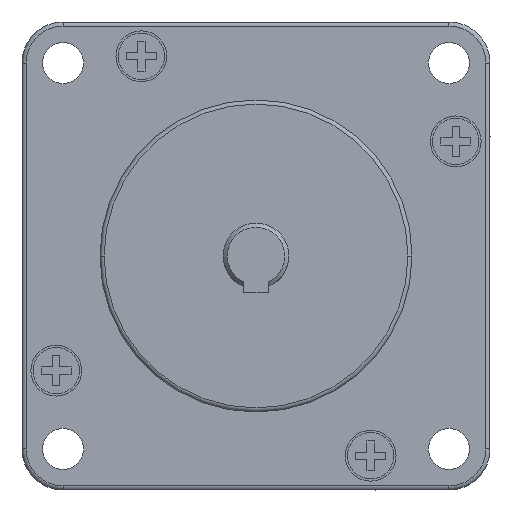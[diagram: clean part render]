
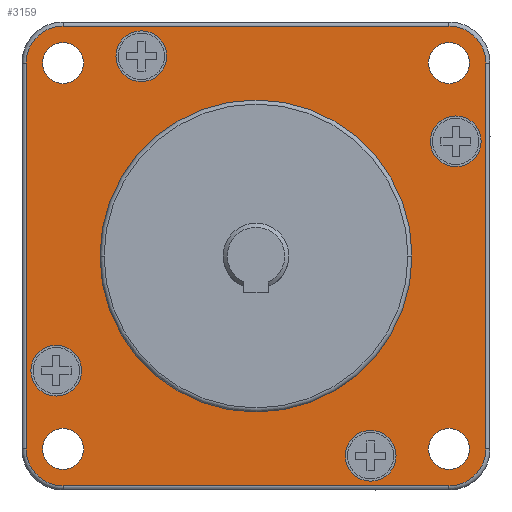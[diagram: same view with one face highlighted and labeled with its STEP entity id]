
A CAD part, left-side view. The second image highlights one B-rep face of the part: STEP entity #3159.
In plain terms, the highlighted planar face has unit normal (-1, 0, 0).
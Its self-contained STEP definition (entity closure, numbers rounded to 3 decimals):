
#117=CARTESIAN_POINT('',(0.,-23.5,-23.5));
#118=DIRECTION('',(-1.,0.,0.));
#119=DIRECTION('',(0.,-1.,0.));
#120=AXIS2_PLACEMENT_3D('',#117,#118,#119);
#122=CARTESIAN_POINT('',(0.,-23.5,-23.5));
#123=DIRECTION('',(-1.,0.,0.));
#124=DIRECTION('',(0.,1.,0.));
#125=AXIS2_PLACEMENT_3D('',#122,#123,#124);
#127=CARTESIAN_POINT('',(0.,23.5,-23.5));
#128=DIRECTION('',(-1.,0.,0.));
#129=DIRECTION('',(0.,-1.,0.));
#130=AXIS2_PLACEMENT_3D('',#127,#128,#129);
#132=CARTESIAN_POINT('',(0.,23.5,-23.5));
#133=DIRECTION('',(-1.,0.,0.));
#134=DIRECTION('',(0.,1.,0.));
#135=AXIS2_PLACEMENT_3D('',#132,#133,#134);
#137=CARTESIAN_POINT('',(0.,23.5,23.5));
#138=DIRECTION('',(-1.,0.,0.));
#139=DIRECTION('',(0.,-1.,0.));
#140=AXIS2_PLACEMENT_3D('',#137,#138,#139);
#142=CARTESIAN_POINT('',(0.,23.5,23.5));
#143=DIRECTION('',(-1.,0.,0.));
#144=DIRECTION('',(0.,1.,0.));
#145=AXIS2_PLACEMENT_3D('',#142,#143,#144);
#147=CARTESIAN_POINT('',(0.,-23.5,23.5));
#148=DIRECTION('',(-1.,0.,0.));
#149=DIRECTION('',(0.,-1.,0.));
#150=AXIS2_PLACEMENT_3D('',#147,#148,#149);
#152=CARTESIAN_POINT('',(0.,-23.5,23.5));
#153=DIRECTION('',(-1.,0.,0.));
#154=DIRECTION('',(0.,1.,0.));
#155=AXIS2_PLACEMENT_3D('',#152,#153,#154);
#157=CARTESIAN_POINT('',(0.,0.,0.));
#158=DIRECTION('',(-1.,0.,0.));
#159=DIRECTION('',(0.,1.,0.));
#160=AXIS2_PLACEMENT_3D('',#157,#158,#159);
#162=CARTESIAN_POINT('',(0.,0.,0.));
#163=DIRECTION('',(-1.,0.,0.));
#164=DIRECTION('',(0.,-1.,0.));
#165=AXIS2_PLACEMENT_3D('',#162,#163,#164);
#167=CARTESIAN_POINT('',(0.,-23.5,-23.5));
#168=DIRECTION('',(-1.,0.,0.));
#169=DIRECTION('',(0.,0.,-1.));
#170=AXIS2_PLACEMENT_3D('',#167,#168,#169);
#172=DIRECTION('',(0.,-1.,0.));
#173=VECTOR('',#172,47.);
#174=CARTESIAN_POINT('',(0.,23.5,-28.));
#175=LINE('',#174,#173);
#176=CARTESIAN_POINT('',(0.,23.5,-23.5));
#177=DIRECTION('',(-1.,0.,0.));
#178=DIRECTION('',(0.,1.,0.));
#179=AXIS2_PLACEMENT_3D('',#176,#177,#178);
#181=DIRECTION('',(0.,0.,-1.));
#182=VECTOR('',#181,47.);
#183=CARTESIAN_POINT('',(0.,28.,23.5));
#184=LINE('',#183,#182);
#185=CARTESIAN_POINT('',(0.,23.5,23.5));
#186=DIRECTION('',(-1.,0.,0.));
#187=DIRECTION('',(0.,0.,1.));
#188=AXIS2_PLACEMENT_3D('',#185,#186,#187);
#190=DIRECTION('',(0.,1.,0.));
#191=VECTOR('',#190,47.);
#192=CARTESIAN_POINT('',(0.,-23.5,28.));
#193=LINE('',#192,#191);
#194=CARTESIAN_POINT('',(0.,-23.5,23.5));
#195=DIRECTION('',(-1.,0.,0.));
#196=DIRECTION('',(0.,-1.,0.));
#197=AXIS2_PLACEMENT_3D('',#194,#195,#196);
#199=DIRECTION('',(0.,0.,1.));
#200=VECTOR('',#199,47.);
#201=CARTESIAN_POINT('',(0.,-28.,-23.5));
#202=LINE('',#201,#200);
#203=CARTESIAN_POINT('',(0.,-13.966,-24.33));
#204=DIRECTION('',(-1.,0.,0.));
#205=DIRECTION('',(0.,1.,0.));
#206=AXIS2_PLACEMENT_3D('',#203,#204,#205);
#208=CARTESIAN_POINT('',(0.,-13.966,-24.33));
#209=DIRECTION('',(-1.,0.,0.));
#210=DIRECTION('',(0.,-1.,0.));
#211=AXIS2_PLACEMENT_3D('',#208,#209,#210);
#271=CARTESIAN_POINT('',(0.,-24.33,13.966));
#272=DIRECTION('',(-1.,0.,0.));
#273=DIRECTION('',(0.,0.,-1.));
#274=AXIS2_PLACEMENT_3D('',#271,#272,#273);
#276=CARTESIAN_POINT('',(0.,-24.33,13.966));
#277=DIRECTION('',(-1.,0.,0.));
#278=DIRECTION('',(0.,0.,1.));
#279=AXIS2_PLACEMENT_3D('',#276,#277,#278);
#339=CARTESIAN_POINT('',(0.,13.966,24.33));
#340=DIRECTION('',(-1.,0.,0.));
#341=DIRECTION('',(0.,-1.,0.));
#342=AXIS2_PLACEMENT_3D('',#339,#340,#341);
#344=CARTESIAN_POINT('',(0.,13.966,24.33));
#345=DIRECTION('',(-1.,0.,0.));
#346=DIRECTION('',(0.,1.,0.));
#347=AXIS2_PLACEMENT_3D('',#344,#345,#346);
#407=CARTESIAN_POINT('',(0.,24.33,-13.966));
#408=DIRECTION('',(-1.,0.,0.));
#409=DIRECTION('',(0.,0.,1.));
#410=AXIS2_PLACEMENT_3D('',#407,#408,#409);
#412=CARTESIAN_POINT('',(0.,24.33,-13.966));
#413=DIRECTION('',(-1.,0.,0.));
#414=DIRECTION('',(0.,0.,-1.));
#415=AXIS2_PLACEMENT_3D('',#412,#413,#414);
#2400=CARTESIAN_POINT('',(0.,-26.,-23.5));
#2401=CARTESIAN_POINT('',(0.,-21.,-23.5));
#2402=VERTEX_POINT('',#2400);
#2403=VERTEX_POINT('',#2401);
#2404=CARTESIAN_POINT('',(0.,21.,-23.5));
#2405=CARTESIAN_POINT('',(0.,26.,-23.5));
#2406=VERTEX_POINT('',#2404);
#2407=VERTEX_POINT('',#2405);
#2408=CARTESIAN_POINT('',(0.,21.,23.5));
#2409=CARTESIAN_POINT('',(0.,26.,23.5));
#2410=VERTEX_POINT('',#2408);
#2411=VERTEX_POINT('',#2409);
#2412=CARTESIAN_POINT('',(0.,-26.,23.5));
#2413=CARTESIAN_POINT('',(0.,-21.,23.5));
#2414=VERTEX_POINT('',#2412);
#2415=VERTEX_POINT('',#2413);
#2640=CARTESIAN_POINT('',(0.,19.,0.));
#2641=CARTESIAN_POINT('',(0.,-19.,0.));
#2642=VERTEX_POINT('',#2640);
#2643=VERTEX_POINT('',#2641);
#2656=CARTESIAN_POINT('',(0.,-23.5,-28.));
#2657=CARTESIAN_POINT('',(0.,-28.,-23.5));
#2658=VERTEX_POINT('',#2656);
#2659=VERTEX_POINT('',#2657);
#2664=CARTESIAN_POINT('',(0.,-28.,23.5));
#2665=VERTEX_POINT('',#2664);
#2668=CARTESIAN_POINT('',(0.,-23.5,28.));
#2669=VERTEX_POINT('',#2668);
#2672=CARTESIAN_POINT('',(0.,23.5,28.));
#2673=VERTEX_POINT('',#2672);
#2676=CARTESIAN_POINT('',(0.,28.,23.5));
#2677=VERTEX_POINT('',#2676);
#2680=CARTESIAN_POINT('',(0.,28.,-23.5));
#2681=VERTEX_POINT('',#2680);
#2684=CARTESIAN_POINT('',(0.,23.5,-28.));
#2685=VERTEX_POINT('',#2684);
#2740=CARTESIAN_POINT('',(0.,-10.874,-24.33));
#2741=CARTESIAN_POINT('',(0.,-17.059,-24.33));
#2742=VERTEX_POINT('',#2740);
#2743=VERTEX_POINT('',#2741);
#2804=CARTESIAN_POINT('',(0.,-24.33,10.874));
#2805=CARTESIAN_POINT('',(0.,-24.33,17.059));
#2806=VERTEX_POINT('',#2804);
#2807=VERTEX_POINT('',#2805);
#2868=CARTESIAN_POINT('',(0.,10.874,24.33));
#2869=CARTESIAN_POINT('',(0.,17.059,24.33));
#2870=VERTEX_POINT('',#2868);
#2871=VERTEX_POINT('',#2869);
#2932=CARTESIAN_POINT('',(0.,24.33,-10.874));
#2933=CARTESIAN_POINT('',(0.,24.33,-17.059));
#2934=VERTEX_POINT('',#2932);
#2935=VERTEX_POINT('',#2933);
#3083=CARTESIAN_POINT('',(0.,0.,0.));
#3084=DIRECTION('',(1.,0.,0.));
#3085=DIRECTION('',(0.,-1.,0.));
#3086=AXIS2_PLACEMENT_3D('',#3083,#3084,#3085);
#3087=PLANE('',#3086);
#3089=ORIENTED_EDGE('',*,*,#3088,.F.);
#3091=ORIENTED_EDGE('',*,*,#3090,.F.);
#3093=ORIENTED_EDGE('',*,*,#3092,.F.);
#3095=ORIENTED_EDGE('',*,*,#3094,.F.);
#3097=ORIENTED_EDGE('',*,*,#3096,.F.);
#3099=ORIENTED_EDGE('',*,*,#3098,.F.);
#3101=ORIENTED_EDGE('',*,*,#3100,.F.);
#3103=ORIENTED_EDGE('',*,*,#3102,.F.);
#3104=EDGE_LOOP('',(#3089,#3091,#3093,#3095,#3097,#3099,#3101,#3103));
#3105=FACE_OUTER_BOUND('',#3104,.F.);
#3107=ORIENTED_EDGE('',*,*,#3106,.T.);
#3109=ORIENTED_EDGE('',*,*,#3108,.T.);
#3110=EDGE_LOOP('',(#3107,#3109));
#3111=FACE_BOUND('',#3110,.F.);
#3112=ORIENTED_EDGE('',*,*,#3073,.T.);
#3114=ORIENTED_EDGE('',*,*,#3113,.T.);
#3115=EDGE_LOOP('',(#3112,#3114));
#3116=FACE_BOUND('',#3115,.F.);
#3118=ORIENTED_EDGE('',*,*,#3117,.T.);
#3120=ORIENTED_EDGE('',*,*,#3119,.T.);
#3121=EDGE_LOOP('',(#3118,#3120));
#3122=FACE_BOUND('',#3121,.F.);
#3124=ORIENTED_EDGE('',*,*,#3123,.T.);
#3126=ORIENTED_EDGE('',*,*,#3125,.T.);
#3127=EDGE_LOOP('',(#3124,#3126));
#3128=FACE_BOUND('',#3127,.F.);
#3130=ORIENTED_EDGE('',*,*,#3129,.T.);
#3132=ORIENTED_EDGE('',*,*,#3131,.T.);
#3133=EDGE_LOOP('',(#3130,#3132));
#3134=FACE_BOUND('',#3133,.F.);
#3136=ORIENTED_EDGE('',*,*,#3135,.T.);
#3138=ORIENTED_EDGE('',*,*,#3137,.T.);
#3139=EDGE_LOOP('',(#3136,#3138));
#3140=FACE_BOUND('',#3139,.F.);
#3142=ORIENTED_EDGE('',*,*,#3141,.T.);
#3144=ORIENTED_EDGE('',*,*,#3143,.T.);
#3145=EDGE_LOOP('',(#3142,#3144));
#3146=FACE_BOUND('',#3145,.F.);
#3148=ORIENTED_EDGE('',*,*,#3147,.T.);
#3150=ORIENTED_EDGE('',*,*,#3149,.T.);
#3151=EDGE_LOOP('',(#3148,#3150));
#3152=FACE_BOUND('',#3151,.F.);
#3154=ORIENTED_EDGE('',*,*,#3153,.T.);
#3156=ORIENTED_EDGE('',*,*,#3155,.T.);
#3157=EDGE_LOOP('',(#3154,#3156));
#3158=FACE_BOUND('',#3157,.F.);
#121=CIRCLE('',#120,2.5);
#126=CIRCLE('',#125,2.5);
#131=CIRCLE('',#130,2.5);
#136=CIRCLE('',#135,2.5);
#141=CIRCLE('',#140,2.5);
#146=CIRCLE('',#145,2.5);
#151=CIRCLE('',#150,2.5);
#156=CIRCLE('',#155,2.5);
#161=CIRCLE('',#160,19.);
#166=CIRCLE('',#165,19.);
#171=CIRCLE('',#170,4.5);
#180=CIRCLE('',#179,4.5);
#189=CIRCLE('',#188,4.5);
#198=CIRCLE('',#197,4.5);
#207=CIRCLE('',#206,3.093);
#212=CIRCLE('',#211,3.093);
#275=CIRCLE('',#274,3.093);
#280=CIRCLE('',#279,3.093);
#343=CIRCLE('',#342,3.093);
#348=CIRCLE('',#347,3.093);
#411=CIRCLE('',#410,3.093);
#416=CIRCLE('',#415,3.093);
#3073=EDGE_CURVE('',#2406,#2407,#131,.T.);
#3088=EDGE_CURVE('',#2658,#2659,#171,.T.);
#3090=EDGE_CURVE('',#2685,#2658,#175,.T.);
#3092=EDGE_CURVE('',#2681,#2685,#180,.T.);
#3094=EDGE_CURVE('',#2677,#2681,#184,.T.);
#3096=EDGE_CURVE('',#2673,#2677,#189,.T.);
#3098=EDGE_CURVE('',#2669,#2673,#193,.T.);
#3100=EDGE_CURVE('',#2665,#2669,#198,.T.);
#3102=EDGE_CURVE('',#2659,#2665,#202,.T.);
#3106=EDGE_CURVE('',#2402,#2403,#121,.T.);
#3108=EDGE_CURVE('',#2403,#2402,#126,.T.);
#3113=EDGE_CURVE('',#2407,#2406,#136,.T.);
#3117=EDGE_CURVE('',#2410,#2411,#141,.T.);
#3119=EDGE_CURVE('',#2411,#2410,#146,.T.);
#3123=EDGE_CURVE('',#2414,#2415,#151,.T.);
#3125=EDGE_CURVE('',#2415,#2414,#156,.T.);
#3129=EDGE_CURVE('',#2642,#2643,#161,.T.);
#3131=EDGE_CURVE('',#2643,#2642,#166,.T.);
#3135=EDGE_CURVE('',#2742,#2743,#207,.T.);
#3137=EDGE_CURVE('',#2743,#2742,#212,.T.);
#3141=EDGE_CURVE('',#2806,#2807,#275,.T.);
#3143=EDGE_CURVE('',#2807,#2806,#280,.T.);
#3147=EDGE_CURVE('',#2870,#2871,#343,.T.);
#3149=EDGE_CURVE('',#2871,#2870,#348,.T.);
#3153=EDGE_CURVE('',#2934,#2935,#411,.T.);
#3155=EDGE_CURVE('',#2935,#2934,#416,.T.);
#3159=ADVANCED_FACE('',(#3105,#3111,#3116,#3122,#3128,#3134,#3140,#3146,#3152,
#3158),#3087,.F.);
